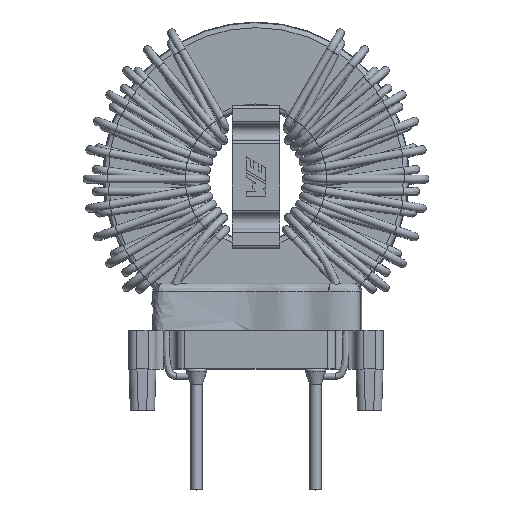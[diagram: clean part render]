
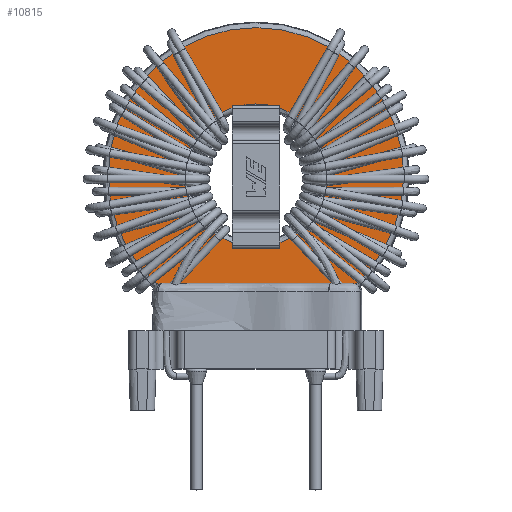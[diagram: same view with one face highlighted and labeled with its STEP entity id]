
A CAD part, top view. The second image highlights one B-rep face of the part: STEP entity #10815.
In plain terms, the highlighted face is planar.
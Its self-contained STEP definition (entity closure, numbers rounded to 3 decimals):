
#2383=ORIENTED_EDGE('',*,*,#4496,.F.);
#2384=ORIENTED_EDGE('',*,*,#4519,.F.);
#4496=EDGE_CURVE('',#5618,#5618,#6469,.T.);
#4519=EDGE_CURVE('',#5637,#5637,#6489,.T.);
#5618=VERTEX_POINT('',#16560);
#5637=VERTEX_POINT('',#16620);
#6469=CIRCLE('',#11731,4.497);
#6489=CIRCLE('',#11769,9.303);
#7181=EDGE_LOOP('',(#2383));
#7182=EDGE_LOOP('',(#2384));
#8483=FACE_BOUND('',#7181,.T.);
#8484=FACE_BOUND('',#7182,.T.);
#9698=PLANE('',#11770);
#10815=ADVANCED_FACE('',(#8483,#8484),#9698,.F.);
#11731=AXIS2_PLACEMENT_3D('',#16559,#13431,#13432);
#11769=AXIS2_PLACEMENT_3D('',#16619,#13510,#13511);
#11770=AXIS2_PLACEMENT_3D('',#16621,#13512,#13513);
#13431=DIRECTION('',(0.,-1.,0.));
#13432=DIRECTION('',(1.,0.,0.01));
#13510=DIRECTION('',(0.,1.,0.));
#13511=DIRECTION('',(-1.,0.,0.006));
#13512=DIRECTION('',(0.,1.,0.));
#13513=DIRECTION('',(1.,0.,0.));
#16559=CARTESIAN_POINT('',(0.,0.,0.));
#16560=CARTESIAN_POINT('',(4.497,0.,0.044));
#16619=CARTESIAN_POINT('',(0.,0.,0.));
#16620=CARTESIAN_POINT('',(-9.303,0.,0.059));
#16621=CARTESIAN_POINT('',(0.,0.,0.));
